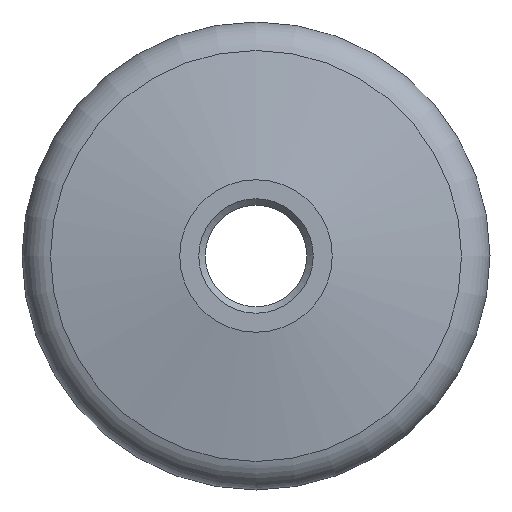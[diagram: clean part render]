
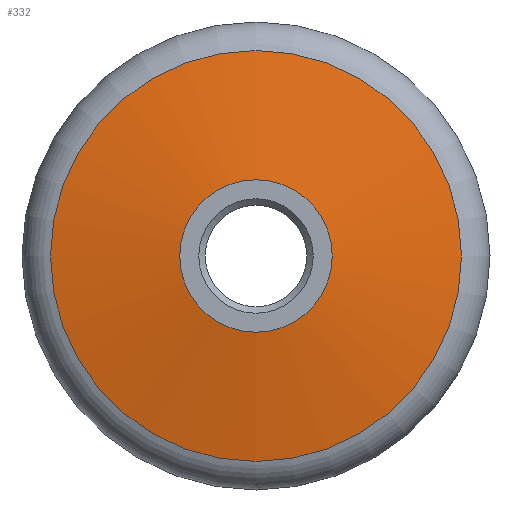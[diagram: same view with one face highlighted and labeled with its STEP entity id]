
A CAD part, front view. The second image highlights one B-rep face of the part: STEP entity #332.
In plain terms, the highlighted spherical face has radius 150 mm.
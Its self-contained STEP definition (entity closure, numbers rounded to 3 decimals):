
#27=SPHERICAL_SURFACE('',#360,150.);
#40=ORIENTED_EDGE('',*,*,#74,.T.);
#41=ORIENTED_EDGE('',*,*,#75,.F.);
#74=EDGE_CURVE('',#92,#92,#110,.T.);
#75=EDGE_CURVE('',#93,#93,#111,.T.);
#92=VERTEX_POINT('',#477);
#93=VERTEX_POINT('',#479);
#110=CIRCLE('',#361,37.762);
#111=CIRCLE('',#362,14.);
#130=EDGE_LOOP('',(#40));
#131=EDGE_LOOP('',(#41));
#166=FACE_BOUND('',#130,.T.);
#167=FACE_BOUND('',#131,.T.);
#332=ADVANCED_FACE('',(#166,#167),#27,.T.);
#360=AXIS2_PLACEMENT_3D('',#475,#405,#406);
#361=AXIS2_PLACEMENT_3D('',#476,#407,#408);
#362=AXIS2_PLACEMENT_3D('',#478,#409,#410);
#405=DIRECTION('',(0.,-1.,0.));
#406=DIRECTION('',(0.,0.,1.));
#407=DIRECTION('',(0.,-1.,0.));
#408=DIRECTION('',(0.,0.,-1.));
#409=DIRECTION('',(0.,-1.,0.));
#410=DIRECTION('',(0.,0.,-1.));
#475=CARTESIAN_POINT('',(0.,49.345,0.));
#476=CARTESIAN_POINT('',(0.,-95.824,0.));
#477=CARTESIAN_POINT('',(0.,-95.824,-37.762));
#478=CARTESIAN_POINT('',(0.,-100.,0.));
#479=CARTESIAN_POINT('',(0.,-100.,-14.));
